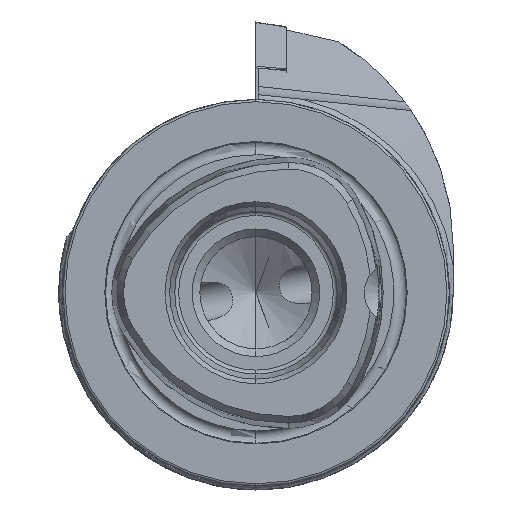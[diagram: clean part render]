
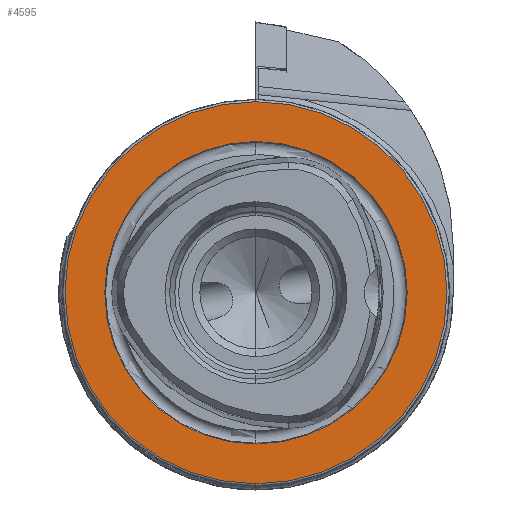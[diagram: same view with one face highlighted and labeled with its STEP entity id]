
A CAD part, left-side view. The second image highlights one B-rep face of the part: STEP entity #4595.
In plain terms, the highlighted planar face has unit normal (-1, 0, 0).
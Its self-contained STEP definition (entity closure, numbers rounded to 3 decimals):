
#5 = CARTESIAN_POINT ( 'NONE',  ( 0., 0., 24.7 ) ) ;
#333 = AXIS2_PLACEMENT_3D ( 'NONE', #1117, #4945, #5975 ) ;
#531 = CIRCLE ( 'NONE', #8896, 24.7 ) ;
#1051 = EDGE_CURVE ( 'NONE', #11356, #11999, #531, .T. ) ;
#1117 = CARTESIAN_POINT ( 'NONE',  ( 0., 19.55, 0. ) ) ;
#1270 = DIRECTION ( 'NONE',  ( 0., 0., 1. ) ) ;
#1620 = CARTESIAN_POINT ( 'NONE',  ( 0., 0., -24.7 ) ) ;
#1703 = CARTESIAN_POINT ( 'NONE',  ( 0., 0., 19.55 ) ) ;
#1920 = VERTEX_POINT ( 'NONE', #8962 ) ;
#1922 = FACE_BOUND ( 'NONE', #5896, .T. ) ;
#2344 = EDGE_LOOP ( 'NONE', ( #8354, #5321 ) ) ;
#2779 = AXIS2_PLACEMENT_3D ( 'NONE', #3935, #5883, #6932 ) ;
#2827 = ORIENTED_EDGE ( 'NONE', *, *, #3022, .F. ) ;
#3022 = EDGE_CURVE ( 'NONE', #1920, #10798, #7981, .T. ) ;
#3903 = PLANE ( 'NONE',  #333 ) ;
#3935 = CARTESIAN_POINT ( 'NONE',  ( 0., 0., 0. ) ) ;
#4056 = ORIENTED_EDGE ( 'NONE', *, *, #7187, .F. ) ;
#4101 = AXIS2_PLACEMENT_3D ( 'NONE', #12003, #8151, #11009 ) ;
#4576 = CARTESIAN_POINT ( 'NONE',  ( 0., 0., 0. ) ) ;
#4595 = ADVANCED_FACE ( 'NONE', ( #1922, #9181 ), #3903, .F. ) ;
#4945 = DIRECTION ( 'NONE',  ( 1., 0., 0. ) ) ;
#5181 = CARTESIAN_POINT ( 'NONE',  ( 0., 0., 0. ) ) ;
#5321 = ORIENTED_EDGE ( 'NONE', *, *, #1051, .T. ) ;
#5646 = AXIS2_PLACEMENT_3D ( 'NONE', #4576, #6603, #11485 ) ;
#5883 = DIRECTION ( 'NONE',  ( -1., 0., 0. ) ) ;
#5896 = EDGE_LOOP ( 'NONE', ( #4056, #2827 ) ) ;
#5975 = DIRECTION ( 'NONE',  ( 0., 0., -1. ) ) ;
#6603 = DIRECTION ( 'NONE',  ( -1., 0., 0. ) ) ;
#6932 = DIRECTION ( 'NONE',  ( 0., 0., 1. ) ) ;
#7187 = EDGE_CURVE ( 'NONE', #10798, #1920, #8868, .T. ) ;
#7981 = CIRCLE ( 'NONE', #5646, 19.55 ) ;
#8151 = DIRECTION ( 'NONE',  ( -1., 0., 0. ) ) ;
#8354 = ORIENTED_EDGE ( 'NONE', *, *, #9205, .T. ) ;
#8868 = CIRCLE ( 'NONE', #2779, 19.55 ) ;
#8896 = AXIS2_PLACEMENT_3D ( 'NONE', #5181, #12066, #1270 ) ;
#8962 = CARTESIAN_POINT ( 'NONE',  ( 0., 0., -19.55 ) ) ;
#9181 = FACE_OUTER_BOUND ( 'NONE', #2344, .T. ) ;
#9205 = EDGE_CURVE ( 'NONE', #11999, #11356, #9721, .T. ) ;
#9721 = CIRCLE ( 'NONE', #4101, 24.7 ) ;
#10798 = VERTEX_POINT ( 'NONE', #1703 ) ;
#11009 = DIRECTION ( 'NONE',  ( 0., 0., 1. ) ) ;
#11356 = VERTEX_POINT ( 'NONE', #1620 ) ;
#11485 = DIRECTION ( 'NONE',  ( 0., 0., 1. ) ) ;
#11999 = VERTEX_POINT ( 'NONE', #5 ) ;
#12003 = CARTESIAN_POINT ( 'NONE',  ( 0., 0., 0. ) ) ;
#12066 = DIRECTION ( 'NONE',  ( -1., 0., 0. ) ) ;
